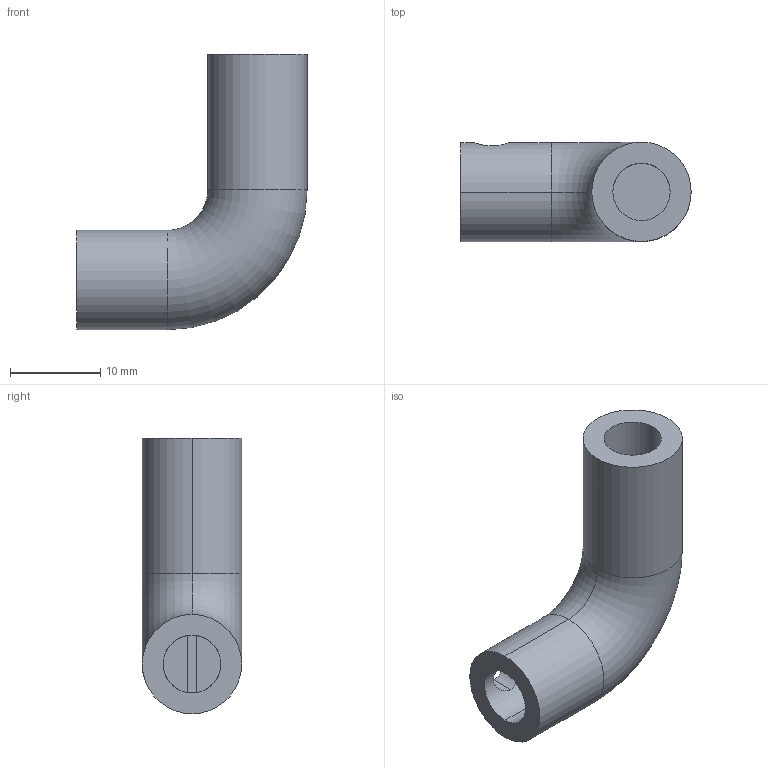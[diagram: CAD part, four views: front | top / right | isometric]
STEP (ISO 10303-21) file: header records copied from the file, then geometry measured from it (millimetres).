
FILE_DESCRIPTION (( 'STEP AP214' ), '1' );
FILE_NAME ('POT-250-MIL_SHAFT-375-MIL_COUPLING_V2.STEP', '2023-07-10T18:25:33', ( '' ), ( '' ), 'SwSTEP 2.0', 'SolidWorks 2022', '' );
FILE_SCHEMA (( 'AUTOMOTIVE_DESIGN' ));
Length unit declared in the file: millimetre
Products named in the file (1): POT-250-MIL_SHAFT-375-MIL_COUPLING_V2
Bounding box: 25.5 x 11 x 30.5 mm (x, y, z)
Volume: 3206.8 mm3; surface area: 2012.8 mm2
Topology: 1 solids, 1 shells, 20 faces, 44 edges, 28 vertices
Faces by surface type: cylinder 10, plane 8, torus 2
Entity records: 798 total; most frequent: CARTESIAN_POINT 215, DIRECTION 104, ORIENTED_EDGE 88, EDGE_CURVE 44, AXIS2_PLACEMENT_3D 43, VERTEX_POINT 28, EDGE_LOOP 24, CIRCLE 22
